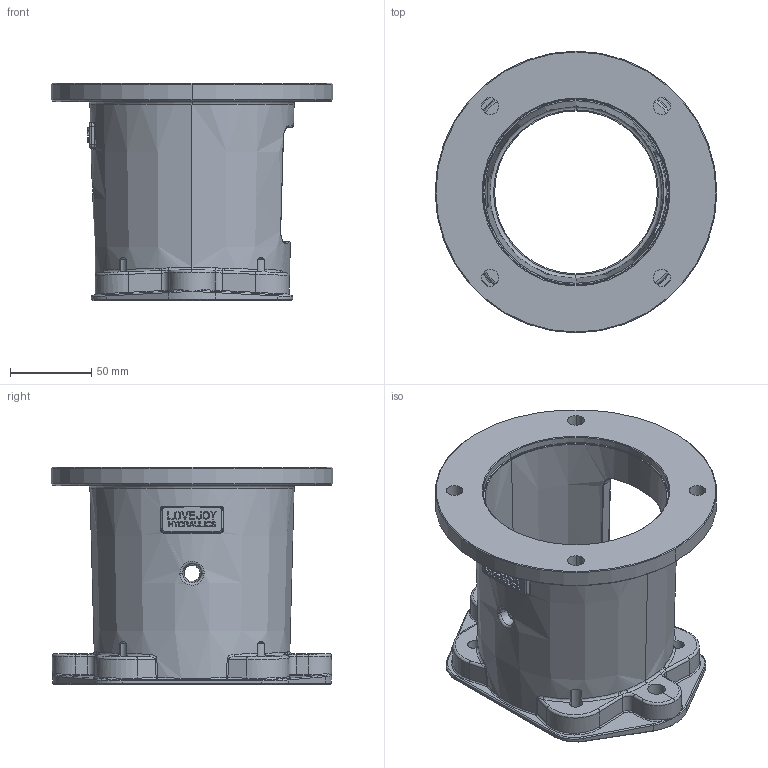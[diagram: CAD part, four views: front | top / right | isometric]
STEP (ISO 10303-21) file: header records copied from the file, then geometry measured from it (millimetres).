
FILE_DESCRIPTION((''),'2;1');
FILE_NAME('84527105243_ASM','2013-04-26T',('ppetruska'),(''),'PRO/ENGINEER BY PARAMETRIC TECHNOLOGY CORPORATION, 2012480','PRO/ENGINEER BY PARAMETRIC TECHNOLOGY CORPORATION, 2012480','');
FILE_SCHEMA(('CONFIG_CONTROL_DESIGN'));
Length unit declared in the file: inch
Products named in the file (3): 84527106021_AF2; 84527106023_AF1_ASM; 84527105243_ASM
Assembly tree (2 placements, depth 3):
  84527105243_ASM
    84527106023_AF1_ASM
      84527106021_AF2
Bounding box: 172.97 x 172.97 x 133.35 mm (x, y, z)
Volume: 504778.4 mm3; surface area: 138304.8 mm2
Topology: 1 solids, 1 shells, 658 faces, 1738 edges, 1102 vertices
Faces by surface type: plane 427, bspline 104, cylinder 82, cone 30, torus 11, extrusion 4
Entity records: 26160 total; most frequent: CARTESIAN_POINT 10498, ORIENTED_EDGE 3476, DIRECTION 2836, EDGE_CURVE 1738, VECTOR 1280, LINE 1276, VERTEX_POINT 1102, AXIS2_PLACEMENT_3D 778
